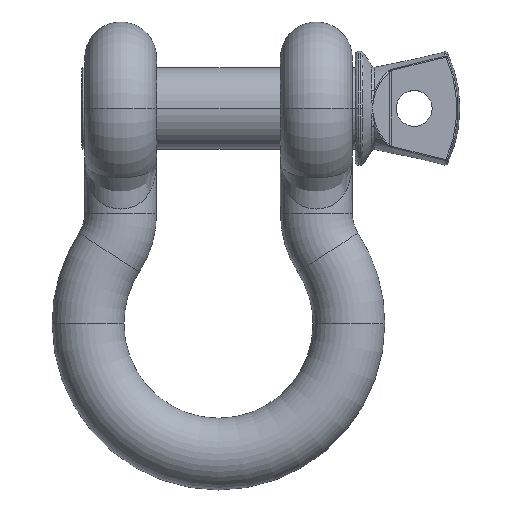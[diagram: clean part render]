
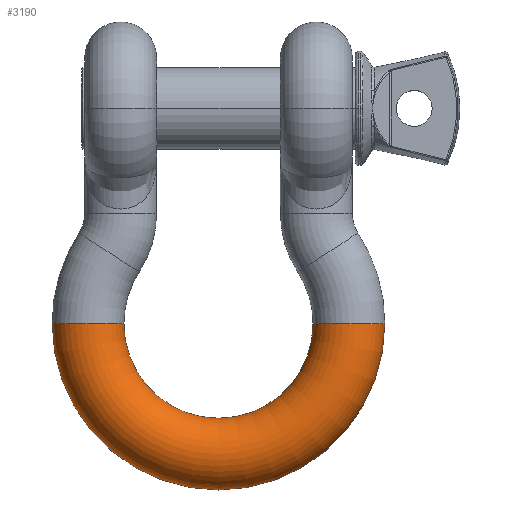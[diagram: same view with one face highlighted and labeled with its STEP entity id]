
A CAD part, top view. The second image highlights one B-rep face of the part: STEP entity #3190.
In plain terms, the highlighted toroidal (fillet/blend) face has major radius 20 mm and minor radius 5.5 mm.
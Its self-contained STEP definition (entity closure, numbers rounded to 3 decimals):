
#21 = DIRECTION ( 'NONE',  ( 1., 0., 0. ) ) ;
#71 = AXIS2_PLACEMENT_3D ( 'NONE', #3491, #1035, #1078 ) ;
#162 = TOROIDAL_SURFACE ( 'NONE', #1964, 20., 5.5 ) ;
#203 = DIRECTION ( 'NONE',  ( 0., 0., 1. ) ) ;
#214 = CARTESIAN_POINT ( 'NONE',  ( 25.5, -33., 0. ) ) ;
#341 = DIRECTION ( 'NONE',  ( 0., 0., 1. ) ) ;
#419 = EDGE_CURVE ( 'NONE', #931, #3350, #1617, .T. ) ;
#931 = VERTEX_POINT ( 'NONE', #1230 ) ;
#957 = ORIENTED_EDGE ( 'NONE', *, *, #2467, .T. ) ;
#1028 = DIRECTION ( 'NONE',  ( 1., 0., 0. ) ) ;
#1035 = DIRECTION ( 'NONE',  ( 0., 1., 0. ) ) ;
#1078 = DIRECTION ( 'NONE',  ( -1., 0., 0. ) ) ;
#1198 = CIRCLE ( 'NONE', #1566, 25.5 ) ;
#1202 = VERTEX_POINT ( 'NONE', #214 ) ;
#1230 = CARTESIAN_POINT ( 'NONE',  ( -14.5, -33., 0. ) ) ;
#1563 = EDGE_LOOP ( 'NONE', ( #2877, #2997, #957, #3884 ) ) ;
#1566 = AXIS2_PLACEMENT_3D ( 'NONE', #2324, #3572, #1028 ) ;
#1571 = FACE_OUTER_BOUND ( 'NONE', #1563, .T. ) ;
#1617 = CIRCLE ( 'NONE', #3902, 14.5 ) ;
#1792 = AXIS2_PLACEMENT_3D ( 'NONE', #2970, #3611, #1983 ) ;
#1964 = AXIS2_PLACEMENT_3D ( 'NONE', #2229, #341, #21 ) ;
#1983 = DIRECTION ( 'NONE',  ( 0., 0., -1. ) ) ;
#2229 = CARTESIAN_POINT ( 'NONE',  ( 0., -33., 0. ) ) ;
#2324 = CARTESIAN_POINT ( 'NONE',  ( 0., -33., 0. ) ) ;
#2409 = CIRCLE ( 'NONE', #1792, 5.5 ) ;
#2414 = CARTESIAN_POINT ( 'NONE',  ( 0., -33., 0. ) ) ;
#2467 = EDGE_CURVE ( 'NONE', #1202, #3350, #2409, .T. ) ;
#2710 = DIRECTION ( 'NONE',  ( 1., 0., 0. ) ) ;
#2863 = EDGE_CURVE ( 'NONE', #3811, #931, #3511, .T. ) ;
#2877 = ORIENTED_EDGE ( 'NONE', *, *, #2863, .F. ) ;
#2910 = CARTESIAN_POINT ( 'NONE',  ( 14.5, -33., 0. ) ) ;
#2970 = CARTESIAN_POINT ( 'NONE',  ( 20., -33., 0. ) ) ;
#2997 = ORIENTED_EDGE ( 'NONE', *, *, #3871, .T. ) ;
#3190 = ADVANCED_FACE ( 'NONE', ( #1571 ), #162, .T. ) ;
#3350 = VERTEX_POINT ( 'NONE', #2910 ) ;
#3491 = CARTESIAN_POINT ( 'NONE',  ( -20., -33., 0. ) ) ;
#3501 = CARTESIAN_POINT ( 'NONE',  ( -25.5, -33., 0. ) ) ;
#3511 = CIRCLE ( 'NONE', #71, 5.5 ) ;
#3572 = DIRECTION ( 'NONE',  ( 0., 0., 1. ) ) ;
#3611 = DIRECTION ( 'NONE',  ( 0., -1., 0. ) ) ;
#3811 = VERTEX_POINT ( 'NONE', #3501 ) ;
#3871 = EDGE_CURVE ( 'NONE', #3811, #1202, #1198, .T. ) ;
#3884 = ORIENTED_EDGE ( 'NONE', *, *, #419, .F. ) ;
#3902 = AXIS2_PLACEMENT_3D ( 'NONE', #2414, #203, #2710 ) ;
